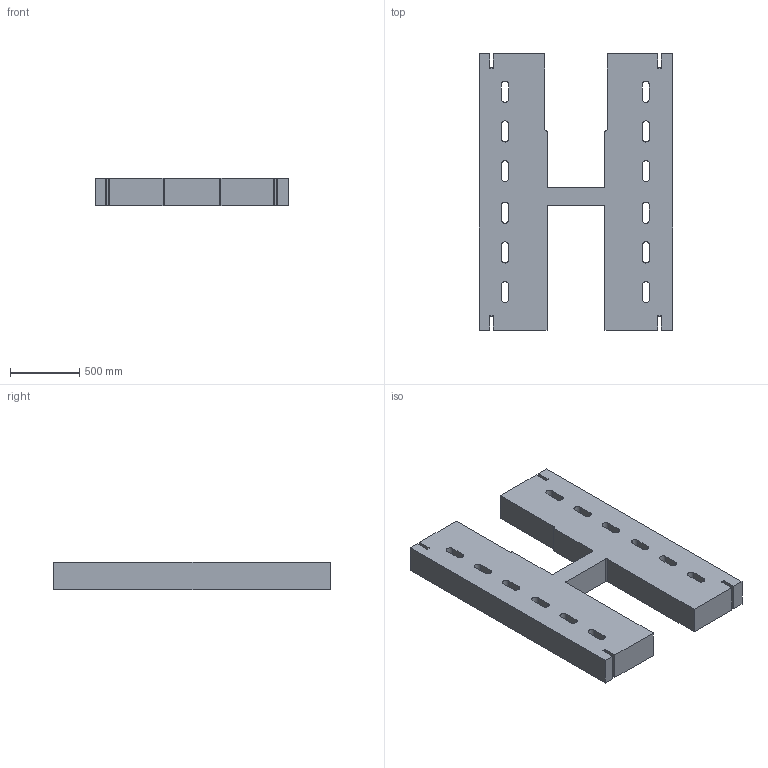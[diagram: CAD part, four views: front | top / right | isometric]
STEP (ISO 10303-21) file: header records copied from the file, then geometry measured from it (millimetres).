
FILE_DESCRIPTION(/* description */ (''),/* implementation_level */ '2;1');
FILE_NAME(/* name */ 'DualHeatStage-Front.step',/* time_stamp */ '2016-06-19T08:25:17-04:00',/* author */ (''),/* organization */ (''),/* preprocessor_version */ 'ST-DEVELOPER v16.5',/* originating_system */ 'Autodesk Translation Framework v5.0.0.3310',/* authorisation */ '');
FILE_SCHEMA (('AUTOMOTIVE_DESIGN { 1 0 10303 214 3 1 1 }'));
Length unit declared in the file: centimetre
Products named in the file (1): Front Mount v2
Bounding box: 1400 x 2000 x 200 mm (x, y, z)
Volume: 379680822.8 mm3; surface area: 6958624.1 mm2
Topology: 1 solids, 1 shells, 100 faces, 294 edges, 196 vertices
Faces by surface type: plane 56, cylinder 44
Entity records: 3418 total; most frequent: CARTESIAN_POINT 591, ORIENTED_EDGE 588, DIRECTION 584, EDGE_CURVE 294, LINE 206, VECTOR 206, VERTEX_POINT 196, AXIS2_PLACEMENT_3D 189
